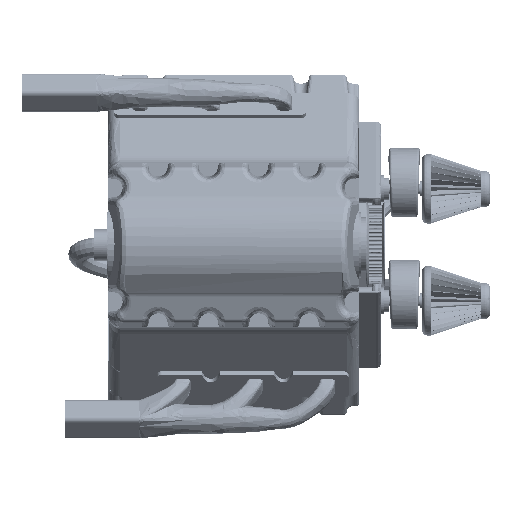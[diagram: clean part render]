
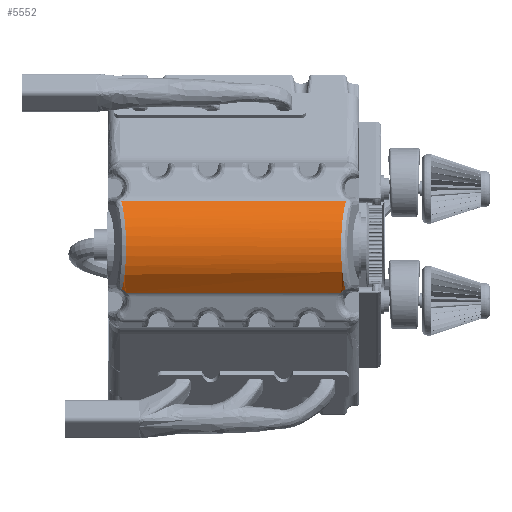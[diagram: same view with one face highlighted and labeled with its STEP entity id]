
A CAD part, front view. The second image highlights one B-rep face of the part: STEP entity #5552.
In plain terms, the highlighted free-form (B-spline) face has degree [2, 1] with [3, 2] control points.
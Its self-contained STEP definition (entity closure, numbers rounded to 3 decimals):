
#3333 = EDGE_CURVE('',#3334,#3336,#3338,.T.);
#3334 = VERTEX_POINT('',#3335);
#3335 = CARTESIAN_POINT('',(221.016,-103.465,
    -3.65));
#3336 = VERTEX_POINT('',#3337);
#3337 = CARTESIAN_POINT('',(230.871,-62.599,
    90.693));
#3338 = ( BOUNDED_CURVE() B_SPLINE_CURVE(3,(#3339,#3340,#3341,#3342),
.UNSPECIFIED.,.F.,.F.) B_SPLINE_CURVE_WITH_KNOTS((4,4),(0.,
0.818),.PIECEWISE_BEZIER_KNOTS.) CURVE() 
GEOMETRIC_REPRESENTATION_ITEM() RATIONAL_B_SPLINE_CURVE((1.,
0.945,0.945,1.)) REPRESENTATION_ITEM('') );
#3339 = CARTESIAN_POINT('',(221.016,-103.465,
    -3.65));
#3340 = CARTESIAN_POINT('',(221.016,-103.465,
    32.613));
#3341 = CARTESIAN_POINT('',(224.492,-89.052,
    65.888));
#3342 = CARTESIAN_POINT('',(230.871,-62.599,
    90.693));
#5552 = ADVANCED_FACE('',(#5553),#5608,.T.);
#5553 = FACE_BOUND('',#5554,.T.);
#5554 = EDGE_LOOP('',(#5555,#5566,#5577,#5584,#5595,#5602,#5603));
#5555 = ORIENTED_EDGE('',*,*,#5556,.T.);
#5556 = EDGE_CURVE('',#5557,#5559,#5561,.T.);
#5557 = VERTEX_POINT('',#5558);
#5558 = CARTESIAN_POINT('',(-230.871,-62.599,
    90.693));
#5559 = VERTEX_POINT('',#5560);
#5560 = CARTESIAN_POINT('',(-229.251,-69.318,
    -91.209));
#5561 = ( BOUNDED_CURVE() B_SPLINE_CURVE(3,(#5562,#5563,#5564,#5565),
.UNSPECIFIED.,.F.,.F.) B_SPLINE_CURVE_WITH_KNOTS((4,4),(2.324,
3.885),.PIECEWISE_BEZIER_KNOTS.) CURVE() 
GEOMETRIC_REPRESENTATION_ITEM() RATIONAL_B_SPLINE_CURVE((1.,
0.807,0.807,1.)) REPRESENTATION_ITEM('') );
#5562 = CARTESIAN_POINT('',(-230.871,-62.599,
    90.693));
#5563 = CARTESIAN_POINT('',(-217.645,-117.446,
    39.263));
#5564 = CARTESIAN_POINT('',(-216.975,-120.221,
    -35.873));
#5565 = CARTESIAN_POINT('',(-229.251,-69.318,
    -91.209));
#5566 = ORIENTED_EDGE('',*,*,#5567,.T.);
#5567 = EDGE_CURVE('',#5559,#5568,#5570,.T.);
#5568 = VERTEX_POINT('',#5569);
#5569 = CARTESIAN_POINT('',(-221.567,-62.599,
    -97.992));
#5570 = B_SPLINE_CURVE_WITH_KNOTS('',3,(#5571,#5572,#5573,#5574,#5575,
    #5576),.UNSPECIFIED.,.F.,.F.,(4,2,4),(0.,
    0.006,0.012),.UNSPECIFIED.);
#5571 = CARTESIAN_POINT('',(-229.251,-69.318,
    -91.209));
#5572 = CARTESIAN_POINT('',(-227.702,-68.386,
    -92.222));
#5573 = CARTESIAN_POINT('',(-226.305,-67.356,
    -93.309));
#5574 = CARTESIAN_POINT('',(-223.757,-65.114,
    -95.584));
#5575 = CARTESIAN_POINT('',(-222.608,-63.902,
    -96.771));
#5576 = CARTESIAN_POINT('',(-221.567,-62.599,
    -97.992));
#5577 = ORIENTED_EDGE('',*,*,#5578,.T.);
#5578 = EDGE_CURVE('',#5568,#5579,#5581,.T.);
#5579 = VERTEX_POINT('',#5580);
#5580 = CARTESIAN_POINT('',(221.567,-62.599,
    -97.992));
#5581 = B_SPLINE_CURVE_WITH_KNOTS('',1,(#5582,#5583),.UNSPECIFIED.,.F.,
  .F.,(2,2),(-1308.887,-873.742),
  .PIECEWISE_BEZIER_KNOTS.);
#5582 = CARTESIAN_POINT('',(-221.567,-62.599,
    -97.992));
#5583 = CARTESIAN_POINT('',(221.567,-62.599,
    -97.992));
#5584 = ORIENTED_EDGE('',*,*,#5585,.T.);
#5585 = EDGE_CURVE('',#5579,#5586,#5588,.T.);
#5586 = VERTEX_POINT('',#5587);
#5587 = CARTESIAN_POINT('',(229.251,-69.318,
    -91.209));
#5588 = B_SPLINE_CURVE_WITH_KNOTS('',3,(#5589,#5590,#5591,#5592,#5593,
    #5594),.UNSPECIFIED.,.F.,.F.,(4,2,4),(0.,
    0.006,0.012),.UNSPECIFIED.);
#5589 = CARTESIAN_POINT('',(221.567,-62.599,
    -97.992));
#5590 = CARTESIAN_POINT('',(222.608,-63.902,
    -96.771));
#5591 = CARTESIAN_POINT('',(223.757,-65.114,
    -95.584));
#5592 = CARTESIAN_POINT('',(226.305,-67.356,
    -93.309));
#5593 = CARTESIAN_POINT('',(227.702,-68.386,
    -92.222));
#5594 = CARTESIAN_POINT('',(229.251,-69.318,
    -91.209));
#5595 = ORIENTED_EDGE('',*,*,#5596,.T.);
#5596 = EDGE_CURVE('',#5586,#3334,#5597,.T.);
#5597 = ( BOUNDED_CURVE() B_SPLINE_CURVE(3,(#5598,#5599,#5600,#5601),
.UNSPECIFIED.,.F.,.F.) B_SPLINE_CURVE_WITH_KNOTS((4,4),(5.539,
6.283),.PIECEWISE_BEZIER_KNOTS.) CURVE() 
GEOMETRIC_REPRESENTATION_ITEM() RATIONAL_B_SPLINE_CURVE((1.,
0.954,0.954,1.)) REPRESENTATION_ITEM('') );
#5598 = CARTESIAN_POINT('',(229.251,-69.318,
    -91.209));
#5599 = CARTESIAN_POINT('',(223.892,-91.54,
    -67.052));
#5600 = CARTESIAN_POINT('',(221.016,-103.465,
    -36.473));
#5601 = CARTESIAN_POINT('',(221.016,-103.465,
    -3.65));
#5602 = ORIENTED_EDGE('',*,*,#3333,.T.);
#5603 = ORIENTED_EDGE('',*,*,#5604,.T.);
#5604 = EDGE_CURVE('',#3336,#5557,#5605,.T.);
#5605 = B_SPLINE_CURVE_WITH_KNOTS('',1,(#5606,#5607),.UNSPECIFIED.,.F.,
  .F.,(2,2),(864.606,1318.023),
  .PIECEWISE_BEZIER_KNOTS.);
#5606 = CARTESIAN_POINT('',(230.871,-62.599,
    90.693));
#5607 = CARTESIAN_POINT('',(-230.871,-62.599,
    90.693));
#5608 = ( BOUNDED_SURFACE() B_SPLINE_SURFACE(2,1,(
    (#5609,#5610)
    ,(#5611,#5612)
    ,(#5613,#5614
)),.UNSPECIFIED.,.F.,.F.,.F.) B_SPLINE_SURFACE_WITH_KNOTS((3,3),(2,2),(
    3.895,5.53),(864.606,1318.023),
.PIECEWISE_BEZIER_KNOTS.) GEOMETRIC_REPRESENTATION_ITEM() 
RATIONAL_B_SPLINE_SURFACE((
    (1.,1.)
    ,(0.684,0.684)
,(1.,1.))) REPRESENTATION_ITEM('') SURFACE() );
#5609 = CARTESIAN_POINT('',(230.871,-62.599,
    -97.992));
#5610 = CARTESIAN_POINT('',(-230.871,-62.599,
    -97.992));
#5611 = CARTESIAN_POINT('',(230.871,-163.209,
    -3.65));
#5612 = CARTESIAN_POINT('',(-230.871,-163.209,
    -3.65));
#5613 = CARTESIAN_POINT('',(230.871,-62.599,
    90.693));
#5614 = CARTESIAN_POINT('',(-230.871,-62.599,
    90.693));
